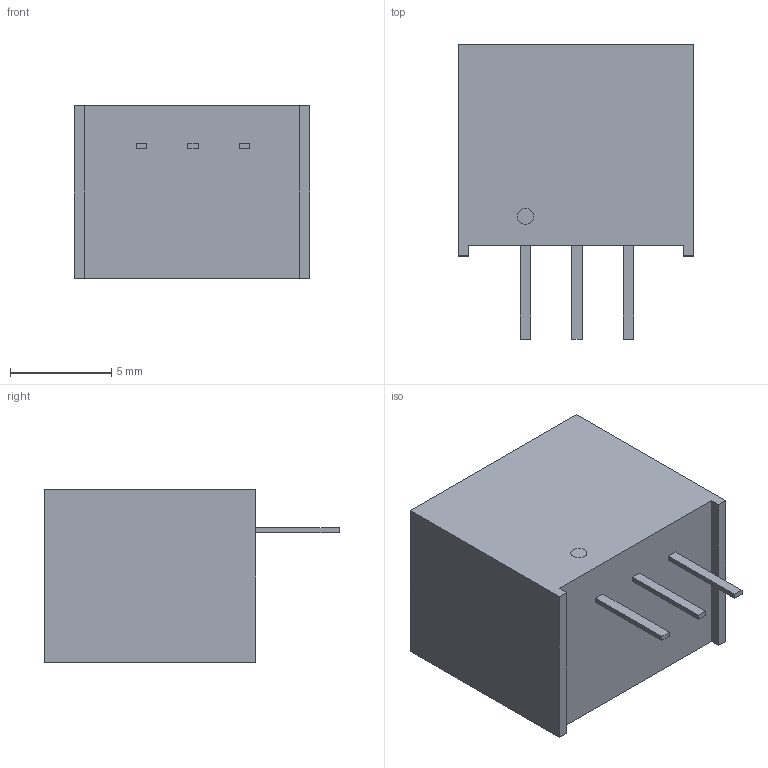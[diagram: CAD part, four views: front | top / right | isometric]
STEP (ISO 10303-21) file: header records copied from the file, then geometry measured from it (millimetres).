
FILE_DESCRIPTION (( 'STEP AP214' ), '1' );
FILE_NAME ('R-78E5.0-0.5.STEP', '2019-02-21T10:45:28', ( '' ), ( '' ), 'SwSTEP 2.0', 'SolidWorks 2017', '' );
FILE_SCHEMA (( 'AUTOMOTIVE_DESIGN' ));
Length unit declared in the file: millimetre
Products named in the file (1): R-78E5.0-0.5
Bounding box: 11.6 x 14.5 x 8.5 mm (x, y, z)
Volume: 981.2 mm3; surface area: 636.1 mm2
Topology: 5 solids, 5 shells, 35 faces, 72 edges, 48 vertices
Faces by surface type: plane 31, cylinder 4
Entity records: 984 total; most frequent: CARTESIAN_POINT 156, DIRECTION 152, ORIENTED_EDGE 144, EDGE_CURVE 72, LINE 64, VECTOR 64, VERTEX_POINT 48, AXIS2_PLACEMENT_3D 44
